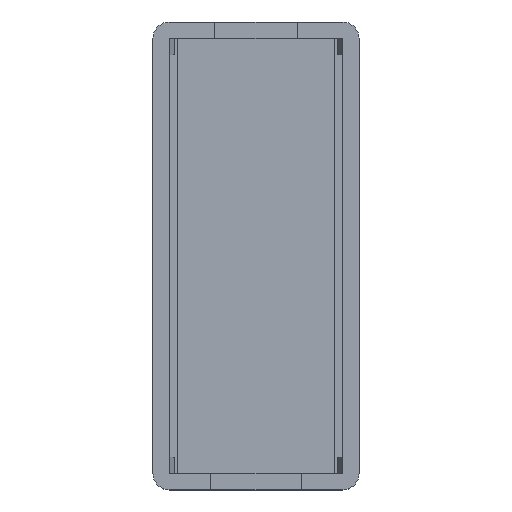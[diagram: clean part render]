
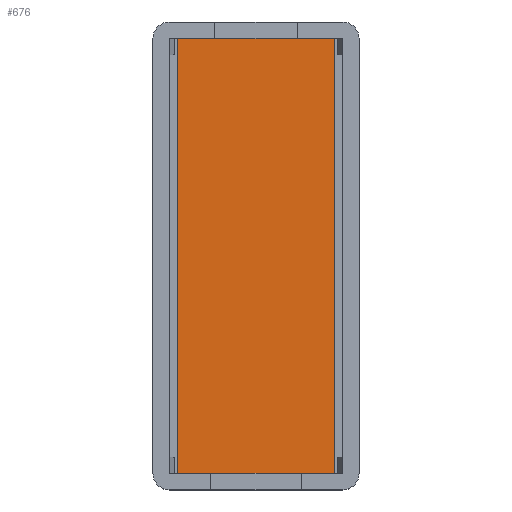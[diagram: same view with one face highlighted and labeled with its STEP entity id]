
A CAD part, top view. The second image highlights one B-rep face of the part: STEP entity #676.
In plain terms, the highlighted planar face has unit normal (0, 0, 1).
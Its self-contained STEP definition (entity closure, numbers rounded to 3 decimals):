
#40 = VECTOR ( 'NONE', #590, 1000. ) ;
#57 = EDGE_CURVE ( 'NONE', #1215, #560, #740, .T. ) ;
#60 = ORIENTED_EDGE ( 'NONE', *, *, #136, .F. ) ;
#127 = DIRECTION ( 'NONE',  ( -1., 0., 0. ) ) ;
#136 = EDGE_CURVE ( 'NONE', #611, #1215, #828, .T. ) ;
#184 = EDGE_CURVE ( 'NONE', #560, #553, #1119, .T. ) ;
#232 = VECTOR ( 'NONE', #551, 1000. ) ;
#236 = DIRECTION ( 'NONE',  ( 0., -1., 0. ) ) ;
#331 = CARTESIAN_POINT ( 'NONE',  ( 0., 0., -2. ) ) ;
#371 = VECTOR ( 'NONE', #236, 1000. ) ;
#418 = AXIS2_PLACEMENT_3D ( 'NONE', #331, #1114, #127 ) ;
#551 = DIRECTION ( 'NONE',  ( 1., 0., 0. ) ) ;
#553 = VERTEX_POINT ( 'NONE', #773 ) ;
#560 = VERTEX_POINT ( 'NONE', #1160 ) ;
#575 = ORIENTED_EDGE ( 'NONE', *, *, #950, .F. ) ;
#590 = DIRECTION ( 'NONE',  ( -1., 0., 0. ) ) ;
#611 = VERTEX_POINT ( 'NONE', #1050 ) ;
#676 = ADVANCED_FACE ( 'NONE', ( #736 ), #730, .F. ) ;
#678 = CARTESIAN_POINT ( 'NONE',  ( -0.2, -0.2, -2. ) ) ;
#730 = PLANE ( 'NONE',  #418 ) ;
#736 = FACE_OUTER_BOUND ( 'NONE', #1185, .T. ) ;
#740 = LINE ( 'NONE', #930, #232 ) ;
#773 = CARTESIAN_POINT ( 'NONE',  ( 19.9, -0.2, -2. ) ) ;
#818 = VECTOR ( 'NONE', #834, 1000. ) ;
#828 = LINE ( 'NONE', #1205, #818 ) ;
#834 = DIRECTION ( 'NONE',  ( 0., 1., 0. ) ) ;
#891 = LINE ( 'NONE', #678, #40 ) ;
#921 = CARTESIAN_POINT ( 'NONE',  ( 0.8, 52.8, -2. ) ) ;
#930 = CARTESIAN_POINT ( 'NONE',  ( 20.9, 52.8, -2. ) ) ;
#950 = EDGE_CURVE ( 'NONE', #553, #611, #891, .T. ) ;
#1005 = CARTESIAN_POINT ( 'NONE',  ( 19.9, 52.8, -2. ) ) ;
#1050 = CARTESIAN_POINT ( 'NONE',  ( 0.8, -0.2, -2. ) ) ;
#1114 = DIRECTION ( 'NONE',  ( 0., 0., -1. ) ) ;
#1119 = LINE ( 'NONE', #1005, #371 ) ;
#1160 = CARTESIAN_POINT ( 'NONE',  ( 19.9, 52.8, -2. ) ) ;
#1185 = EDGE_LOOP ( 'NONE', ( #1193, #1247, #60, #575 ) ) ;
#1193 = ORIENTED_EDGE ( 'NONE', *, *, #184, .F. ) ;
#1205 = CARTESIAN_POINT ( 'NONE',  ( 0.8, 52.8, -2. ) ) ;
#1215 = VERTEX_POINT ( 'NONE', #921 ) ;
#1247 = ORIENTED_EDGE ( 'NONE', *, *, #57, .F. ) ;
